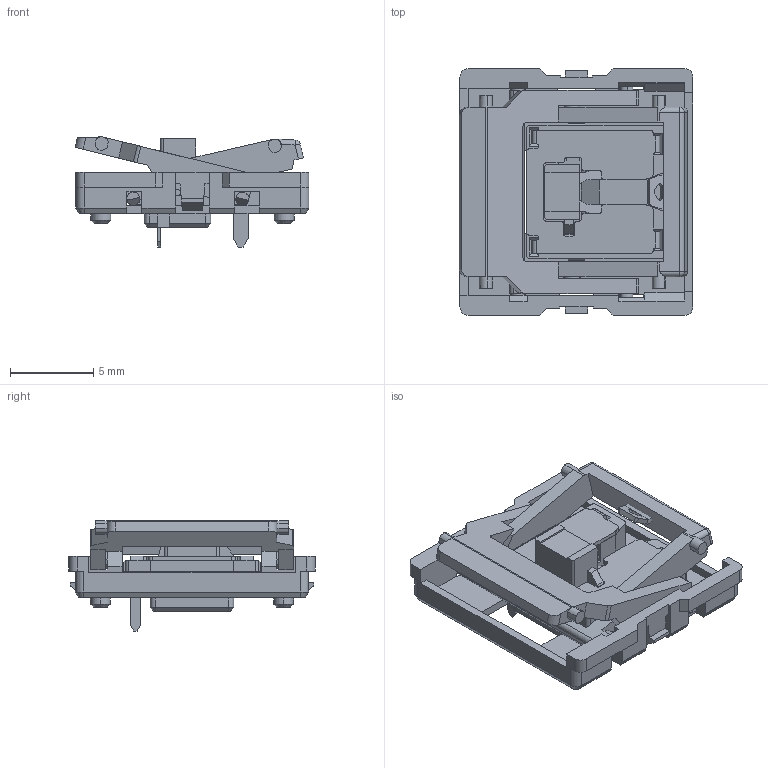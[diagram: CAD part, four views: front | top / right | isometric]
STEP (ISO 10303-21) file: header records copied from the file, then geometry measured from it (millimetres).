
FILE_DESCRIPTION (( 'STEP AP214' ), '1' );
FILE_NAME ('PG1425.STEP', '2019-01-10T05:47:10', ( '·L?¥Î?' ), ( '·L?¤¤?' ), 'SwSTEP 2.0', 'SolidWorks 2007', '' );
FILE_SCHEMA (( 'AUTOMOTIVE_DESIGN' ));
Length unit declared in the file: millimetre
Products named in the file (12): 2?þâ(ÛG???)_??; ??K_??; ?ﾕl_??; ??物K_??; ?物KK_??; XA??û{Õl_??; ｷｿ?_??; PG1425; ?物_??; X-B_??; X-A_??; ??_??
Assembly tree (12 placements, depth 2):
  PG1425
    ?物KK_??
    ??物K_??
    ?ﾕl_??
    ?物_??
    ??_??
    ｷｿ?_??
    2?þâ(ÛG???)_??
    XA??û{Õl_??
    X-B_??
    ??K_??  x2
    X-A_??
Bounding box: 14.06 x 14.8 x 6.62 mm (x, y, z)
Volume: 346.6 mm3; surface area: 1466.7 mm2
Topology: 12 solids, 12 shells, 842 faces, 2359 edges, 1527 vertices
Faces by surface type: plane 584, cylinder 215, torus 23, cone 12, sphere 8
Entity records: 26780 total; most frequent: CARTESIAN_POINT 4714, ORIENTED_EDGE 4624, DIRECTION 4458, EDGE_CURVE 2312, VECTOR 1816, LINE 1816, VERTEX_POINT 1501, AXIS2_PLACEMENT_3D 1321
